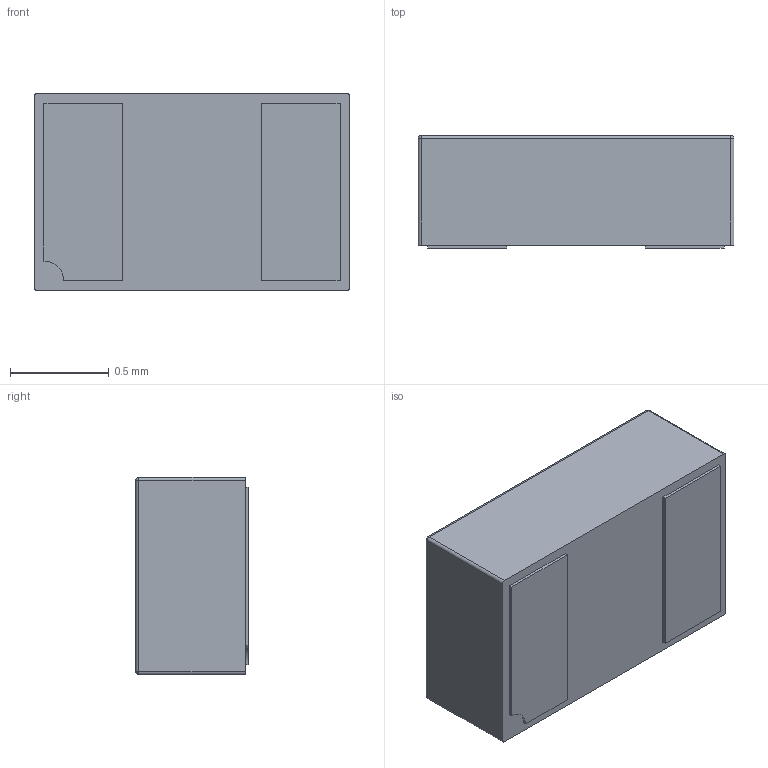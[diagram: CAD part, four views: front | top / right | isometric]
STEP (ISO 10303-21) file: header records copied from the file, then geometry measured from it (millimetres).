
FILE_DESCRIPTION (( 'STEP AP214' ), '1' );
FILE_NAME ('AAA5B04B-C30B-41FE-9068-88BE84EB538F.STEP', '2023-01-31T12:54:57', ( '' ), ( '' ), 'SwSTEP 2.0', 'SolidWorks 2022', '' );
FILE_SCHEMA (( 'AUTOMOTIVE_DESIGN' ));
Length unit declared in the file: millimetre
Products named in the file (1): AAA5B04B-C30B-41FE-9068-88BE84EB538F
Bounding box: 1.6 x 0.57 x 1 mm (x, y, z)
Volume: 0.9 mm3; surface area: 6.1 mm2
Topology: 1 solids, 1 shells, 29 faces, 67 edges, 38 vertices
Faces by surface type: plane 16, cylinder 9, bspline 4
Entity records: 978 total; most frequent: CARTESIAN_POINT 191, DIRECTION 133, ORIENTED_EDGE 126, EDGE_CURVE 63, VECTOR 45, LINE 45, AXIS2_PLACEMENT_3D 44, VERTEX_POINT 38
